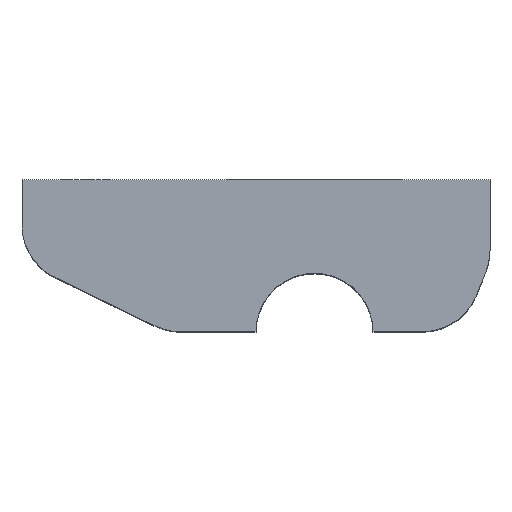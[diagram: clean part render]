
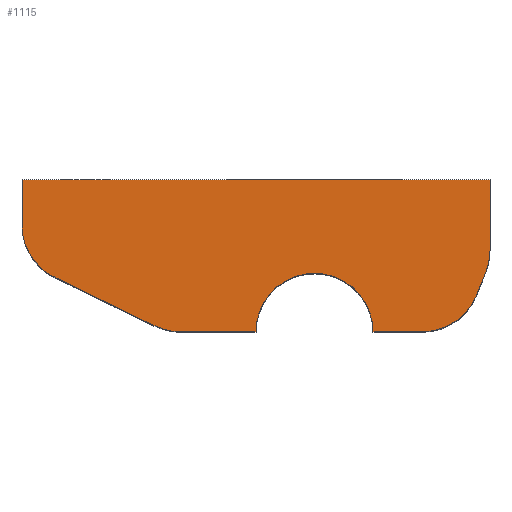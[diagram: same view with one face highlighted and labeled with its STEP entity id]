
A CAD part, top view. The second image highlights one B-rep face of the part: STEP entity #1115.
In plain terms, the highlighted planar face has unit normal (0, 0, 1).
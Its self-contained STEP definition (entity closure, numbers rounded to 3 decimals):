
#28=PLANE('',#1189);
#58=FACE_OUTER_BOUND('',#116,.T.);
#116=EDGE_LOOP('',(#747,#748,#749,#750,#751,#752,#753,#754,#755,#756,#757,
#758));
#194=LINE('',#1695,#295);
#195=LINE('',#1699,#296);
#196=LINE('',#1703,#297);
#197=LINE('',#1707,#298);
#198=LINE('',#1711,#299);
#199=LINE('',#1713,#300);
#200=LINE('',#1714,#301);
#295=VECTOR('',#1322,10.);
#296=VECTOR('',#1325,10.);
#297=VECTOR('',#1328,10.);
#298=VECTOR('',#1331,10.);
#299=VECTOR('',#1334,10.);
#300=VECTOR('',#1335,10.);
#301=VECTOR('',#1336,10.);
#392=CIRCLE('',#1187,5.);
#394=CIRCLE('',#1190,5.);
#395=CIRCLE('',#1191,5.);
#396=CIRCLE('',#1192,5.);
#397=CIRCLE('',#1193,5.);
#452=VERTEX_POINT('',#1657);
#453=VERTEX_POINT('',#1658);
#460=VERTEX_POINT('',#1694);
#461=VERTEX_POINT('',#1696);
#462=VERTEX_POINT('',#1698);
#463=VERTEX_POINT('',#1700);
#464=VERTEX_POINT('',#1702);
#465=VERTEX_POINT('',#1704);
#466=VERTEX_POINT('',#1706);
#467=VERTEX_POINT('',#1708);
#468=VERTEX_POINT('',#1710);
#469=VERTEX_POINT('',#1712);
#566=EDGE_CURVE('',#452,#453,#392,.T.);
#574=EDGE_CURVE('',#452,#460,#194,.T.);
#575=EDGE_CURVE('',#461,#460,#394,.T.);
#576=EDGE_CURVE('',#461,#462,#195,.T.);
#577=EDGE_CURVE('',#463,#462,#395,.T.);
#578=EDGE_CURVE('',#463,#464,#196,.T.);
#579=EDGE_CURVE('',#465,#464,#396,.T.);
#580=EDGE_CURVE('',#465,#466,#197,.T.);
#581=EDGE_CURVE('',#467,#466,#397,.T.);
#582=EDGE_CURVE('',#467,#468,#198,.T.);
#583=EDGE_CURVE('',#468,#469,#199,.T.);
#584=EDGE_CURVE('',#469,#453,#200,.T.);
#747=ORIENTED_EDGE('',*,*,#566,.F.);
#748=ORIENTED_EDGE('',*,*,#574,.T.);
#749=ORIENTED_EDGE('',*,*,#575,.F.);
#750=ORIENTED_EDGE('',*,*,#576,.T.);
#751=ORIENTED_EDGE('',*,*,#577,.F.);
#752=ORIENTED_EDGE('',*,*,#578,.T.);
#753=ORIENTED_EDGE('',*,*,#579,.F.);
#754=ORIENTED_EDGE('',*,*,#580,.T.);
#755=ORIENTED_EDGE('',*,*,#581,.F.);
#756=ORIENTED_EDGE('',*,*,#582,.T.);
#757=ORIENTED_EDGE('',*,*,#583,.T.);
#758=ORIENTED_EDGE('',*,*,#584,.T.);
#1115=ADVANCED_FACE('',(#58),#28,.T.);
#1187=AXIS2_PLACEMENT_3D('',#1659,#1312,#1313);
#1189=AXIS2_PLACEMENT_3D('',#1693,#1320,#1321);
#1190=AXIS2_PLACEMENT_3D('',#1697,#1323,#1324);
#1191=AXIS2_PLACEMENT_3D('',#1701,#1326,#1327);
#1192=AXIS2_PLACEMENT_3D('',#1705,#1329,#1330);
#1193=AXIS2_PLACEMENT_3D('',#1709,#1332,#1333);
#1312=DIRECTION('center_axis',(0.,0.,-1.));
#1313=DIRECTION('ref_axis',(-0.847,-0.531,0.));
#1320=DIRECTION('center_axis',(0.,0.,1.));
#1321=DIRECTION('ref_axis',(1.,0.,0.));
#1322=DIRECTION('',(0.9,-0.436,0.));
#1323=DIRECTION('center_axis',(0.,0.,-1.));
#1324=DIRECTION('ref_axis',(-0.223,-0.975,0.));
#1325=DIRECTION('',(1.,0.,0.));
#1326=DIRECTION('center_axis',(0.,0.,1.));
#1327=DIRECTION('ref_axis',(1.,0.,0.));
#1328=DIRECTION('',(1.,0.,0.));
#1329=DIRECTION('center_axis',(0.,0.,-1.));
#1330=DIRECTION('ref_axis',(0.561,-0.828,0.));
#1331=DIRECTION('',(0.371,0.928,0.));
#1332=DIRECTION('center_axis',(0.,0.,-1.));
#1333=DIRECTION('ref_axis',(0.982,-0.189,0.));
#1334=DIRECTION('',(0.,1.,0.));
#1335=DIRECTION('',(-1.,0.,0.));
#1336=DIRECTION('',(0.,-1.,0.));
#1657=CARTESIAN_POINT('',(-22.178,4.634,30.));
#1658=CARTESIAN_POINT('',(-25.,9.135,30.));
#1659=CARTESIAN_POINT('Origin',(-20.,9.135,30.));
#1693=CARTESIAN_POINT('Origin',(-5.,6.5,30.));
#1694=CARTESIAN_POINT('',(-13.632,0.499,30.));
#1695=CARTESIAN_POINT('',(-12.6,0.,30.));
#1696=CARTESIAN_POINT('',(-11.454,0.,30.));
#1697=CARTESIAN_POINT('Origin',(-11.454,5.,30.));
#1698=CARTESIAN_POINT('',(-5.,0.,30.));
#1699=CARTESIAN_POINT('',(-7.6,0.,30.));
#1700=CARTESIAN_POINT('',(5.,0.,30.));
#1701=CARTESIAN_POINT('Origin',(0.,0.,30.));
#1702=CARTESIAN_POINT('',(9.215,0.,30.));
#1703=CARTESIAN_POINT('',(5.,0.,30.));
#1704=CARTESIAN_POINT('',(13.857,3.143,30.));
#1705=CARTESIAN_POINT('Origin',(9.215,5.,30.));
#1706=CARTESIAN_POINT('',(14.642,5.106,30.));
#1707=CARTESIAN_POINT('',(15.,6.,30.));
#1708=CARTESIAN_POINT('',(15.,6.963,30.));
#1709=CARTESIAN_POINT('Origin',(10.,6.963,30.));
#1710=CARTESIAN_POINT('',(15.,13.,30.));
#1711=CARTESIAN_POINT('',(15.,13.,30.));
#1712=CARTESIAN_POINT('',(-25.,13.,30.));
#1713=CARTESIAN_POINT('',(-25.,13.,30.));
#1714=CARTESIAN_POINT('',(-25.,6.,30.));
